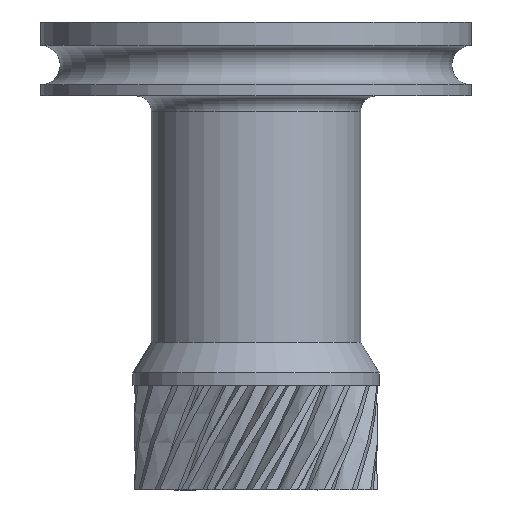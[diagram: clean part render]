
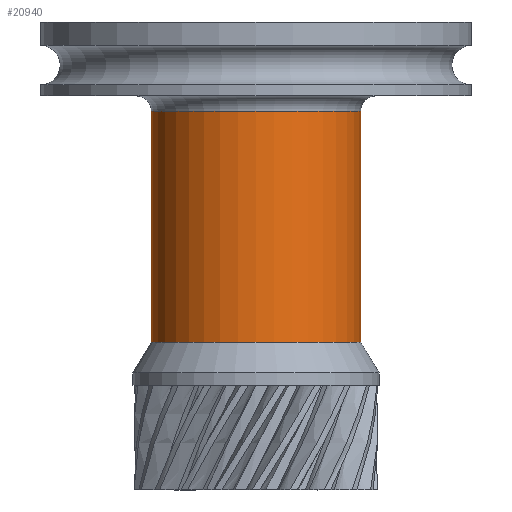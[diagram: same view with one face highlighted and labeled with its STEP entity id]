
A CAD part, front view. The second image highlights one B-rep face of the part: STEP entity #20940.
In plain terms, the highlighted cylindrical face has radius 17 mm (diameter 34 mm), a full revolution.
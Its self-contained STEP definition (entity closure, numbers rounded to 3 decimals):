
#19030 = CONICAL_SURFACE('',#19031,20.,0.54);
#19031 = AXIS2_PLACEMENT_3D('',#19032,#19033,#19034);
#19032 = CARTESIAN_POINT('',(0.,0.,19.));
#19033 = DIRECTION('',(-0.,0.,-1.));
#19034 = DIRECTION('',(1.,0.,0.));
#20535 = VERTEX_POINT('',#20536);
#20536 = CARTESIAN_POINT('',(17.,0.,24.));
#20557 = EDGE_CURVE('',#20535,#20535,#20558,.T.);
#20558 = SURFACE_CURVE('',#20559,(#20564,#20571),.PCURVE_S1.);
#20559 = CIRCLE('',#20560,17.);
#20560 = AXIS2_PLACEMENT_3D('',#20561,#20562,#20563);
#20561 = CARTESIAN_POINT('',(0.,0.,24.));
#20562 = DIRECTION('',(0.,0.,-1.));
#20563 = DIRECTION('',(1.,0.,0.));
#20564 = PCURVE('',#19030,#20565);
#20565 = DEFINITIONAL_REPRESENTATION('',(#20566),#20570);
#20566 = LINE('',#20567,#20568);
#20567 = CARTESIAN_POINT('',(0.,-5.));
#20568 = VECTOR('',#20569,1.);
#20569 = DIRECTION('',(1.,-0.));
#20570 = ( GEOMETRIC_REPRESENTATION_CONTEXT(2) 
PARAMETRIC_REPRESENTATION_CONTEXT() REPRESENTATION_CONTEXT('2D SPACE',''
  ) );
#20571 = PCURVE('',#20572,#20577);
#20572 = CYLINDRICAL_SURFACE('',#20573,17.);
#20573 = AXIS2_PLACEMENT_3D('',#20574,#20575,#20576);
#20574 = CARTESIAN_POINT('',(0.,0.,24.));
#20575 = DIRECTION('',(0.,0.,1.));
#20576 = DIRECTION('',(1.,0.,0.));
#20577 = DEFINITIONAL_REPRESENTATION('',(#20578),#20582);
#20578 = LINE('',#20579,#20580);
#20579 = CARTESIAN_POINT('',(-0.,0.));
#20580 = VECTOR('',#20581,1.);
#20581 = DIRECTION('',(-1.,0.));
#20582 = ( GEOMETRIC_REPRESENTATION_CONTEXT(2) 
PARAMETRIC_REPRESENTATION_CONTEXT() REPRESENTATION_CONTEXT('2D SPACE',''
  ) );
#20940 = ADVANCED_FACE('',(#20941),#20572,.T.);
#20941 = FACE_BOUND('',#20942,.F.);
#20942 = EDGE_LOOP('',(#20943,#20944,#20967,#20994));
#20943 = ORIENTED_EDGE('',*,*,#20557,.T.);
#20944 = ORIENTED_EDGE('',*,*,#20945,.T.);
#20945 = EDGE_CURVE('',#20535,#20946,#20948,.T.);
#20946 = VERTEX_POINT('',#20947);
#20947 = CARTESIAN_POINT('',(17.,0.,61.5));
#20948 = SEAM_CURVE('',#20949,(#20953,#20960),.PCURVE_S1.);
#20949 = LINE('',#20950,#20951);
#20950 = CARTESIAN_POINT('',(17.,0.,24.));
#20951 = VECTOR('',#20952,1.);
#20952 = DIRECTION('',(0.,0.,1.));
#20953 = PCURVE('',#20572,#20954);
#20954 = DEFINITIONAL_REPRESENTATION('',(#20955),#20959);
#20955 = LINE('',#20956,#20957);
#20956 = CARTESIAN_POINT('',(-0.,0.));
#20957 = VECTOR('',#20958,1.);
#20958 = DIRECTION('',(-0.,1.));
#20959 = ( GEOMETRIC_REPRESENTATION_CONTEXT(2) 
PARAMETRIC_REPRESENTATION_CONTEXT() REPRESENTATION_CONTEXT('2D SPACE',''
  ) );
#20960 = PCURVE('',#20572,#20961);
#20961 = DEFINITIONAL_REPRESENTATION('',(#20962),#20966);
#20962 = LINE('',#20963,#20964);
#20963 = CARTESIAN_POINT('',(-6.283,0.));
#20964 = VECTOR('',#20965,1.);
#20965 = DIRECTION('',(-0.,1.));
#20966 = ( GEOMETRIC_REPRESENTATION_CONTEXT(2) 
PARAMETRIC_REPRESENTATION_CONTEXT() REPRESENTATION_CONTEXT('2D SPACE',''
  ) );
#20967 = ORIENTED_EDGE('',*,*,#20968,.F.);
#20968 = EDGE_CURVE('',#20946,#20946,#20969,.T.);
#20969 = SURFACE_CURVE('',#20970,(#20975,#20982),.PCURVE_S1.);
#20970 = CIRCLE('',#20971,17.);
#20971 = AXIS2_PLACEMENT_3D('',#20972,#20973,#20974);
#20972 = CARTESIAN_POINT('',(0.,0.,61.5));
#20973 = DIRECTION('',(0.,0.,-1.));
#20974 = DIRECTION('',(1.,0.,0.));
#20975 = PCURVE('',#20572,#20976);
#20976 = DEFINITIONAL_REPRESENTATION('',(#20977),#20981);
#20977 = LINE('',#20978,#20979);
#20978 = CARTESIAN_POINT('',(-0.,37.5));
#20979 = VECTOR('',#20980,1.);
#20980 = DIRECTION('',(-1.,0.));
#20981 = ( GEOMETRIC_REPRESENTATION_CONTEXT(2) 
PARAMETRIC_REPRESENTATION_CONTEXT() REPRESENTATION_CONTEXT('2D SPACE',''
  ) );
#20982 = PCURVE('',#20983,#20988);
#20983 = TOROIDAL_SURFACE('',#20984,19.5,2.5);
#20984 = AXIS2_PLACEMENT_3D('',#20985,#20986,#20987);
#20985 = CARTESIAN_POINT('',(0.,0.,61.5));
#20986 = DIRECTION('',(0.,0.,1.));
#20987 = DIRECTION('',(1.,0.,0.));
#20988 = DEFINITIONAL_REPRESENTATION('',(#20989),#20993);
#20989 = LINE('',#20990,#20991);
#20990 = CARTESIAN_POINT('',(-0.,3.142));
#20991 = VECTOR('',#20992,1.);
#20992 = DIRECTION('',(-1.,0.));
#20993 = ( GEOMETRIC_REPRESENTATION_CONTEXT(2) 
PARAMETRIC_REPRESENTATION_CONTEXT() REPRESENTATION_CONTEXT('2D SPACE',''
  ) );
#20994 = ORIENTED_EDGE('',*,*,#20945,.F.);
